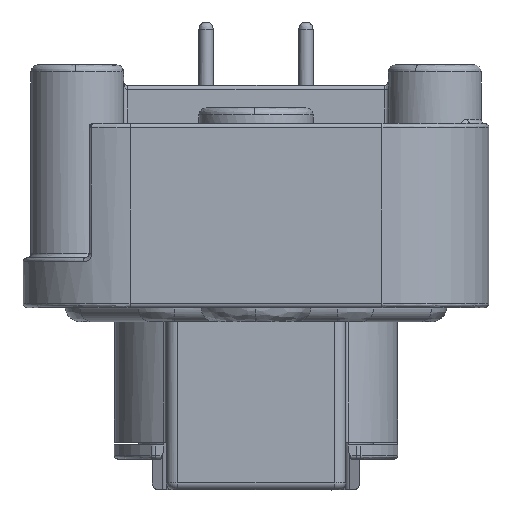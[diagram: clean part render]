
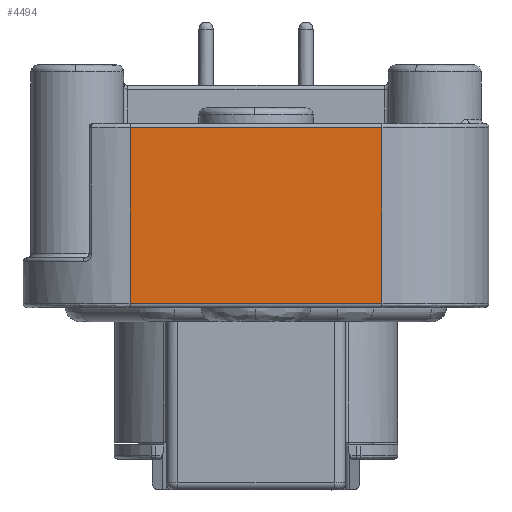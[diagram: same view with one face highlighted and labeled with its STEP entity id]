
A CAD part, front view. The second image highlights one B-rep face of the part: STEP entity #4494.
In plain terms, the highlighted planar face has unit normal (0, -1, 0).
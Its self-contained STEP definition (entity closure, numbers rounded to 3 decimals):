
#5 = EDGE_LOOP ( 'NONE', ( #41237, #9481, #24830, #13465 ) ) ;
#974 = DIRECTION ( 'NONE',  ( 0., 0., 1. ) ) ;
#2083 = VERTEX_POINT ( 'NONE', #33689 ) ;
#2467 = DIRECTION ( 'NONE',  ( 0., -1., 0. ) ) ;
#3204 = DIRECTION ( 'NONE',  ( -1., 0., 0. ) ) ;
#3416 = CARTESIAN_POINT ( 'NONE',  ( -16.55, -30.48, 22.35 ) ) ;
#4494 = ADVANCED_FACE ( 'NONE', ( #48946 ), #44688, .T. ) ;
#5744 = VERTEX_POINT ( 'NONE', #15724 ) ;
#6036 = CARTESIAN_POINT ( 'NONE',  ( -8.95, -30.48, 22.65 ) ) ;
#9481 = ORIENTED_EDGE ( 'NONE', *, *, #36019, .F. ) ;
#9501 = LINE ( 'NONE', #15423, #35453 ) ;
#13355 = VECTOR ( 'NONE', #34727, 1000. ) ;
#13465 = ORIENTED_EDGE ( 'NONE', *, *, #38775, .T. ) ;
#14274 = DIRECTION ( 'NONE',  ( 0., 0., -1. ) ) ;
#15059 = CARTESIAN_POINT ( 'NONE',  ( 8.95, -30.48, 9.85 ) ) ;
#15423 = CARTESIAN_POINT ( 'NONE',  ( 8.95, -30.48, 22.65 ) ) ;
#15724 = CARTESIAN_POINT ( 'NONE',  ( 8.95, -30.48, 22.35 ) ) ;
#18926 = EDGE_CURVE ( 'NONE', #38377, #5744, #9501, .T. ) ;
#19437 = VECTOR ( 'NONE', #14274, 1000. ) ;
#21772 = LINE ( 'NONE', #3416, #13355 ) ;
#24830 = ORIENTED_EDGE ( 'NONE', *, *, #18926, .T. ) ;
#25505 = CARTESIAN_POINT ( 'NONE',  ( -16.55, -30.48, 22.65 ) ) ;
#27393 = LINE ( 'NONE', #45913, #44854 ) ;
#29448 = VERTEX_POINT ( 'NONE', #49124 ) ;
#33094 = DIRECTION ( 'NONE',  ( 0., 0., -1. ) ) ;
#33689 = CARTESIAN_POINT ( 'NONE',  ( -8.95, -30.48, 9.85 ) ) ;
#34727 = DIRECTION ( 'NONE',  ( -1., 0., 0. ) ) ;
#35453 = VECTOR ( 'NONE', #974, 1000. ) ;
#36019 = EDGE_CURVE ( 'NONE', #38377, #2083, #27393, .T. ) ;
#38157 = EDGE_CURVE ( 'NONE', #29448, #2083, #48905, .T. ) ;
#38377 = VERTEX_POINT ( 'NONE', #15059 ) ;
#38775 = EDGE_CURVE ( 'NONE', #5744, #29448, #21772, .T. ) ;
#41237 = ORIENTED_EDGE ( 'NONE', *, *, #38157, .T. ) ;
#44688 = PLANE ( 'NONE',  #45854 ) ;
#44854 = VECTOR ( 'NONE', #3204, 1000. ) ;
#45854 = AXIS2_PLACEMENT_3D ( 'NONE', #25505, #2467, #33094 ) ;
#45913 = CARTESIAN_POINT ( 'NONE',  ( 9.139, -30.48, 9.85 ) ) ;
#48905 = LINE ( 'NONE', #6036, #19437 ) ;
#48946 = FACE_OUTER_BOUND ( 'NONE', #5, .T. ) ;
#49124 = CARTESIAN_POINT ( 'NONE',  ( -8.95, -30.48, 22.35 ) ) ;
